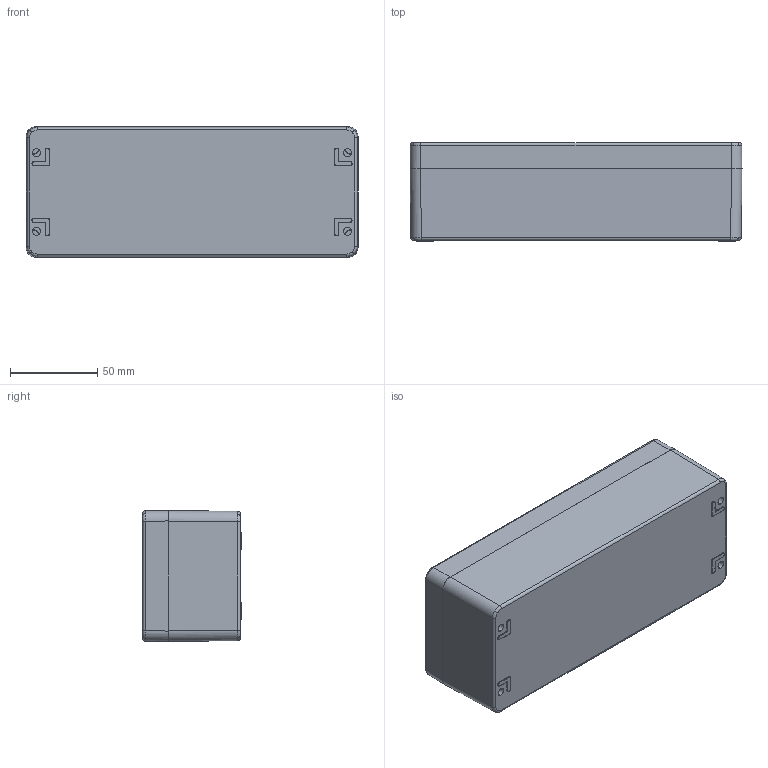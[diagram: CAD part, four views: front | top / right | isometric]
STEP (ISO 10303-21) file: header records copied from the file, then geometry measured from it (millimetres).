
FILE_DESCRIPTION (( 'STEP AP214' ), '1' );
FILE_NAME ('02081906.STEP', '2008-12-18T14:38:23', ( ' ' ), ( '' ), 'SwSTEP 2.0', 'SolidWorks 2008', '' );
FILE_SCHEMA (( 'AUTOMOTIVE_DESIGN' ));
Length unit declared in the file: millimetre
Products named in the file (8): 02081906; 86221_Standard; 86223_Standard; 21234-Unterteil_Standard; 82009_Standard; 93133_Standard; 21234-Deckel_Standard
Assembly tree (14 placements, depth 3):
  02081906
    93133_Standard  x4
    82009_Standard
    21234-Unterteil_Standard
      86223_Standard  x4
      86221_Standard  x2
      21234-Unterteil_Standard
    21234-Deckel_Standard
Bounding box: 190 x 56.5 x 75 mm (x, y, z)
Volume: 270593.3 mm3; surface area: 119230 mm2
Topology: 13 solids, 13 shells, 891 faces, 2134 edges, 1282 vertices
Faces by surface type: plane 259, cylinder 194, cone 190, bspline 148, torus 96, sphere 4
Entity records: 22114 total; most frequent: CARTESIAN_POINT 7521, ORIENTED_EDGE 3172, DIRECTION 2928, EDGE_CURVE 1586, AXIS2_PLACEMENT_3D 1191, VERTEX_POINT 956, EDGE_LOOP 720, FACE_OUTER_BOUND 673
